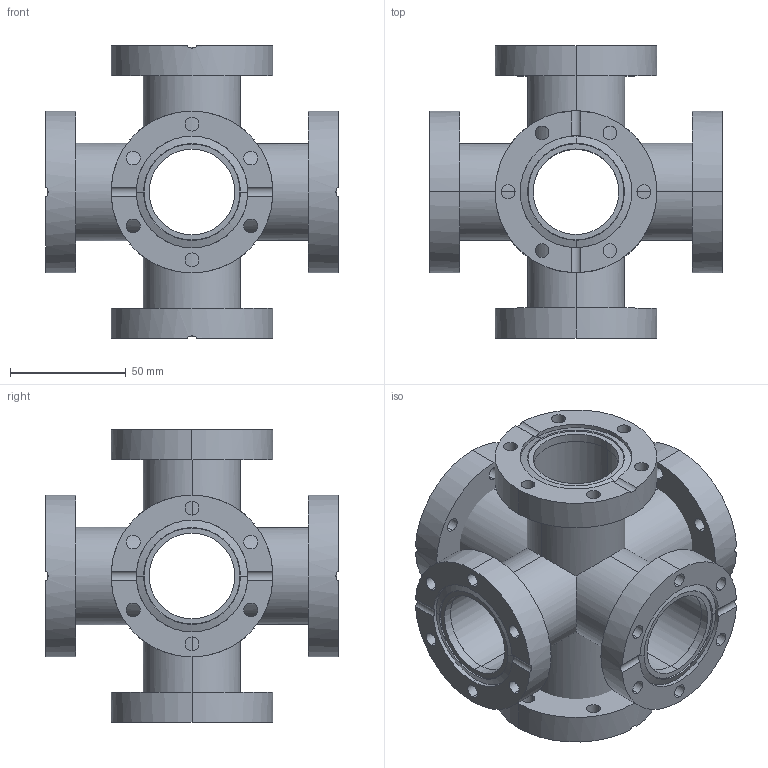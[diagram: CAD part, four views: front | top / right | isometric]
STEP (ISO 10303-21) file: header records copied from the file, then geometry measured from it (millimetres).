
FILE_DESCRIPTION (( 'STEP AP214' ), '1' );
FILE_NAME ('413-CFX6-C40.STEP', '2017-04-21T06:25:44', ( 'allectra' ), ( 'Microsoft' ), 'SwSTEP 2.0', 'SolidWorks 2014', '' );
FILE_SCHEMA (( 'AUTOMOTIVE_DESIGN' ));
Length unit declared in the file: millimetre
Products named in the file (10): 7112-1-6W; 413-CFX6-C40; 7512F4
Assembly tree (7 placements, depth 2):
  7112-1-6W
  413-CFX6-C40
    7112-1-6W
    7512F4  x6
  7512F4
  7512F4
  7512F4
Bounding box: 126.4 x 126.4 x 126.4 mm (x, y, z)
Volume: 248458.3 mm3; surface area: 130126.1 mm2
Topology: 7 solids, 7 shells, 216 faces, 580 edges, 380 vertices
Faces by surface type: cylinder 156, plane 36, cone 24
Entity records: 2988 total; most frequent: CARTESIAN_POINT 540, DIRECTION 344, ORIENTED_EDGE 340, EDGE_CURVE 170, AXIS2_PLACEMENT_3D 146, VERTEX_POINT 110, EDGE_LOOP 82, CIRCLE 74
